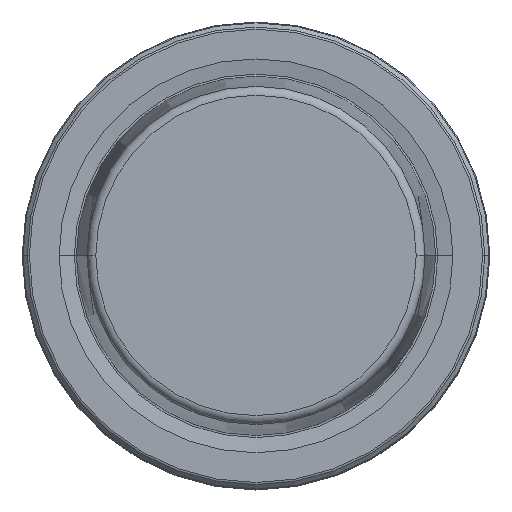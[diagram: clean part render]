
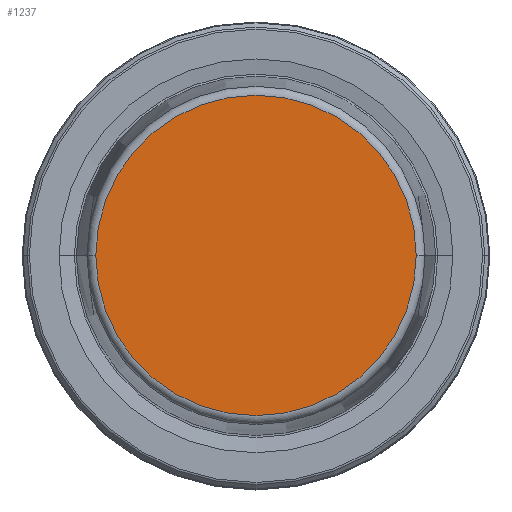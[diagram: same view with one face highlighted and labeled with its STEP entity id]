
A CAD part, top view. The second image highlights one B-rep face of the part: STEP entity #1237.
In plain terms, the highlighted planar face has unit normal (0, 0, 1).
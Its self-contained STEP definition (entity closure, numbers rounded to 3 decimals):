
#7 = DIRECTION ( 'NONE',  ( -1., 0., 0. ) ) ;
#135 = CIRCLE ( 'NONE', #612, 21.581 ) ;
#137 = CARTESIAN_POINT ( 'NONE',  ( 0., 0., 31.9 ) ) ;
#209 = AXIS2_PLACEMENT_3D ( 'NONE', #432, #1127, #536 ) ;
#238 = CARTESIAN_POINT ( 'NONE',  ( 21.581, 0., 31.9 ) ) ;
#419 = ORIENTED_EDGE ( 'NONE', *, *, #808, .T. ) ;
#432 = CARTESIAN_POINT ( 'NONE',  ( 0., 0., 31.9 ) ) ;
#475 = PLANE ( 'NONE',  #949 ) ;
#493 = FACE_OUTER_BOUND ( 'NONE', #621, .T. ) ;
#536 = DIRECTION ( 'NONE',  ( 1., 0., 0. ) ) ;
#579 = DIRECTION ( 'NONE',  ( 0., 0., -1. ) ) ;
#612 = AXIS2_PLACEMENT_3D ( 'NONE', #137, #822, #1031 ) ;
#621 = EDGE_LOOP ( 'NONE', ( #419, #1232 ) ) ;
#779 = CARTESIAN_POINT ( 'NONE',  ( 0., 0., 31.9 ) ) ;
#808 = EDGE_CURVE ( 'NONE', #1170, #953, #135, .T. ) ;
#822 = DIRECTION ( 'NONE',  ( 0., 0., 1. ) ) ;
#949 = AXIS2_PLACEMENT_3D ( 'NONE', #779, #579, #7 ) ;
#953 = VERTEX_POINT ( 'NONE', #1198 ) ;
#1009 = CIRCLE ( 'NONE', #209, 21.581 ) ;
#1031 = DIRECTION ( 'NONE',  ( 1., 0., 0. ) ) ;
#1127 = DIRECTION ( 'NONE',  ( 0., 0., 1. ) ) ;
#1158 = EDGE_CURVE ( 'NONE', #953, #1170, #1009, .T. ) ;
#1170 = VERTEX_POINT ( 'NONE', #238 ) ;
#1198 = CARTESIAN_POINT ( 'NONE',  ( -21.581, 0., 31.9 ) ) ;
#1232 = ORIENTED_EDGE ( 'NONE', *, *, #1158, .T. ) ;
#1237 = ADVANCED_FACE ( 'NONE', ( #493 ), #475, .F. ) ;
